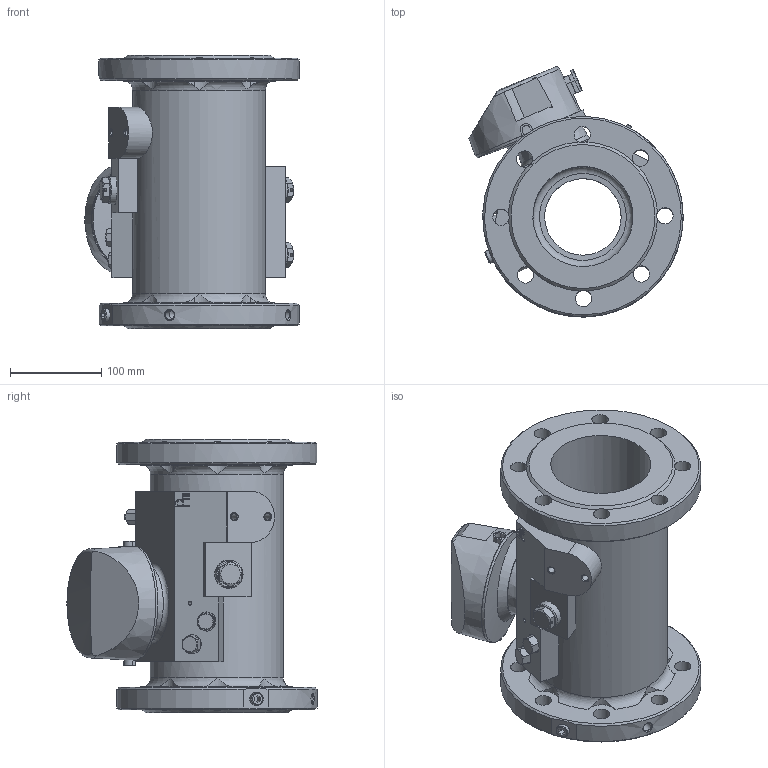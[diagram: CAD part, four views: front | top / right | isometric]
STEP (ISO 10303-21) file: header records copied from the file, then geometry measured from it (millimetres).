
FILE_DESCRIPTION(('STEP AP203'), '1');
FILE_NAME('TRZ DN100 厴譇瘔-縺錼碭', '2014-08-08T11:56:38', (' '), (''), 'ASCON STEP Converter 1.3', 'ASCON Math Kernel', '');
FILE_SCHEMA(('CONFIG_CONTROL_DESIGN'));
Length unit declared in the file: millimetre
Products named in the file (10): 52; 53; 54; 55; 56; 57; 58; 59; 60; 61
Assembly tree (12 placements, depth 2):
  52
    53
    54  x2
    55
    56
    57
    58  x3
    59
    60
    61
Bounding box: 235.22 x 274.66 x 300 mm (x, y, z)
Volume: 4811806.1 mm3; surface area: 522746.6 mm2
Topology: 12 solids, 12 shells, 569 faces, 1678 edges, 1165 vertices
Faces by surface type: plane 260, cylinder 140, cone 79, bspline 54, torus 33, sphere 3
Full cylindrical faces by diameter (mm): 2 x1, 3 x5, 4.134 x2, 4.2 x1, 6 x3, 6.2 x1, 7.2 x2, 8.2 x1, 8.461 x2, 8.773 x3, 9 x2, 9.4 x1, 10 x6, 10.5 x1, 12 x1, 14 x3, 18 x19, 18.631 x3, 20.95 x3, 21 x3, 22 x3, 27 x3, 30 x4, 31 x3, 39 x1, 43.376 x1, 62 x1, 62.4 x2, 67.2 x1, 69 x1
Entity records: 39722 total; most frequent: CARTESIAN_POINT 25864, ORIENTED_EDGE 2974, DIRECTION 2482, EDGE_CURVE 1487, VERTEX_POINT 1031, AXIS2_PLACEMENT_3D 947, EDGE_LOOP 598, LINE 588
